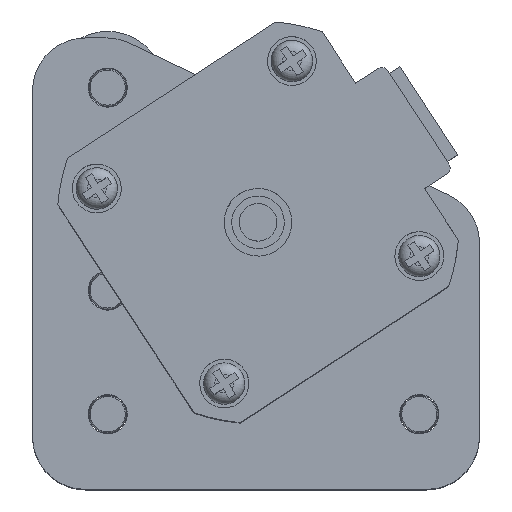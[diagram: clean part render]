
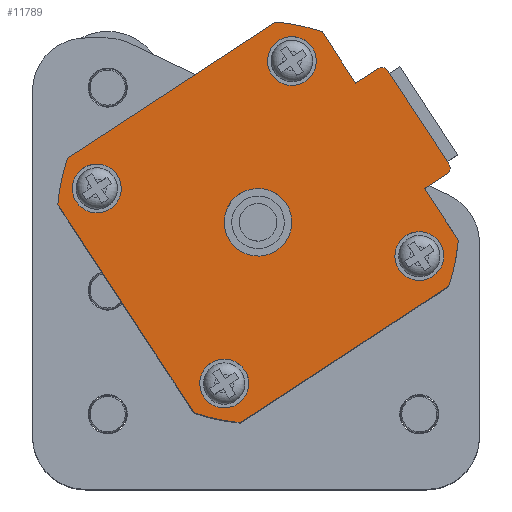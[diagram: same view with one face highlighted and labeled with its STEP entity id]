
A CAD part, top view. The second image highlights one B-rep face of the part: STEP entity #11789.
In plain terms, the highlighted face is planar.
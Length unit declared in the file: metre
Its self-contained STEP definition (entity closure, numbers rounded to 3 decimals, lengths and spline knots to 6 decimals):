
#608=LINE('',#19078,#1537);
#623=LINE('',#19114,#1552);
#634=LINE('',#19140,#1563);
#655=LINE('',#19232,#1584);
#658=LINE('',#19238,#1587);
#660=LINE('',#19244,#1589);
#851=LINE('',#19997,#1780);
#852=LINE('',#19998,#1781);
#1537=VECTOR('',#15201,1.);
#1552=VECTOR('',#15228,1.);
#1563=VECTOR('',#15247,1.);
#1584=VECTOR('',#15358,1.);
#1587=VECTOR('',#15363,1.);
#1589=VECTOR('',#15371,1.);
#1780=VECTOR('',#15896,1.);
#1781=VECTOR('',#15897,1.);
#4482=ORIENTED_EDGE('',*,*,#6839,.T.);
#4483=ORIENTED_EDGE('',*,*,#6537,.T.);
#4484=ORIENTED_EDGE('',*,*,#6433,.T.);
#4485=ORIENTED_EDGE('',*,*,#6485,.T.);
#4486=ORIENTED_EDGE('',*,*,#6589,.T.);
#4487=ORIENTED_EDGE('',*,*,#6430,.F.);
#4488=ORIENTED_EDGE('',*,*,#6422,.F.);
#4489=ORIENTED_EDGE('',*,*,#6426,.F.);
#4490=ORIENTED_EDGE('',*,*,#6425,.T.);
#4491=ORIENTED_EDGE('',*,*,#6716,.T.);
#4492=ORIENTED_EDGE('',*,*,#6408,.T.);
#4493=ORIENTED_EDGE('',*,*,#6364,.T.);
#4494=ORIENTED_EDGE('',*,*,#6411,.T.);
#4495=ORIENTED_EDGE('',*,*,#6377,.T.);
#4496=ORIENTED_EDGE('',*,*,#6403,.T.);
#4497=ORIENTED_EDGE('',*,*,#6346,.T.);
#4498=ORIENTED_EDGE('',*,*,#6406,.T.);
#4499=ORIENTED_EDGE('',*,*,#6715,.T.);
#4500=ORIENTED_EDGE('',*,*,#6428,.F.);
#6346=EDGE_CURVE('',#7851,#7850,#608,.T.);
#6364=EDGE_CURVE('',#7866,#7865,#623,.T.);
#6377=EDGE_CURVE('',#7877,#7876,#634,.T.);
#6403=EDGE_CURVE('',#7876,#7851,#8789,.T.);
#6406=EDGE_CURVE('',#7850,#7892,#8791,.T.);
#6408=EDGE_CURVE('',#7894,#7866,#8793,.T.);
#6411=EDGE_CURVE('',#7865,#7877,#8795,.T.);
#6422=EDGE_CURVE('',#7902,#7901,#655,.T.);
#6425=EDGE_CURVE('',#7903,#7904,#658,.T.);
#6426=EDGE_CURVE('',#7903,#7902,#8798,.T.);
#6428=EDGE_CURVE('',#7905,#7906,#660,.T.);
#6430=EDGE_CURVE('',#7901,#7905,#8799,.T.);
#6433=EDGE_CURVE('',#7909,#7909,#8802,.T.);
#6485=EDGE_CURVE('',#7945,#7945,#8810,.T.);
#6537=EDGE_CURVE('',#7981,#7981,#8818,.T.);
#6589=EDGE_CURVE('',#8017,#8017,#8826,.T.);
#6715=EDGE_CURVE('',#7892,#7906,#851,.T.);
#6716=EDGE_CURVE('',#7904,#7894,#852,.T.);
#6839=EDGE_CURVE('',#8181,#8181,#8847,.T.);
#7850=VERTEX_POINT('',#19077);
#7851=VERTEX_POINT('',#19079);
#7865=VERTEX_POINT('',#19113);
#7866=VERTEX_POINT('',#19115);
#7876=VERTEX_POINT('',#19139);
#7877=VERTEX_POINT('',#19141);
#7892=VERTEX_POINT('',#19197);
#7894=VERTEX_POINT('',#19203);
#7901=VERTEX_POINT('',#19229);
#7902=VERTEX_POINT('',#19231);
#7903=VERTEX_POINT('',#19235);
#7904=VERTEX_POINT('',#19237);
#7905=VERTEX_POINT('',#19243);
#7906=VERTEX_POINT('',#19245);
#7909=VERTEX_POINT('',#19256);
#7945=VERTEX_POINT('',#19401);
#7981=VERTEX_POINT('',#19546);
#8017=VERTEX_POINT('',#19691);
#8181=VERTEX_POINT('',#20254);
#8789=CIRCLE('',#13313,0.02675);
#8791=CIRCLE('',#13316,0.02675);
#8793=CIRCLE('',#13319,0.02675);
#8795=CIRCLE('',#13322,0.02675);
#8798=CIRCLE('',#13333,0.001);
#8799=CIRCLE('',#13336,0.001);
#8802=CIRCLE('',#13341,0.00325);
#8810=CIRCLE('',#13370,0.00325);
#8818=CIRCLE('',#13399,0.00325);
#8826=CIRCLE('',#13428,0.00325);
#8847=CIRCLE('',#13562,0.0045);
#9772=EDGE_LOOP('',(#4482));
#9773=EDGE_LOOP('',(#4483));
#9774=EDGE_LOOP('',(#4484));
#9775=EDGE_LOOP('',(#4485));
#9776=EDGE_LOOP('',(#4486));
#9777=EDGE_LOOP('',(#4487,#4488,#4489,#4490,#4491,#4492,#4493,#4494,#4495,
#4496,#4497,#4498,#4499,#4500));
#10659=FACE_BOUND('',#9772,.T.);
#10660=FACE_BOUND('',#9773,.T.);
#10661=FACE_BOUND('',#9774,.T.);
#10662=FACE_BOUND('',#9775,.T.);
#10663=FACE_BOUND('',#9776,.T.);
#10664=FACE_BOUND('',#9777,.T.);
#11334=PLANE('',#13561);
#11789=ADVANCED_FACE('',(#10659,#10660,#10661,#10662,#10663,#10664),#11334,
 .T.);
#13313=AXIS2_PLACEMENT_3D('',#19192,#15312,#15313);
#13316=AXIS2_PLACEMENT_3D('',#19198,#15319,#15320);
#13319=AXIS2_PLACEMENT_3D('',#19202,#15325,#15326);
#13322=AXIS2_PLACEMENT_3D('',#19207,#15332,#15333);
#13333=AXIS2_PLACEMENT_3D('',#19240,#15366,#15367);
#13336=AXIS2_PLACEMENT_3D('',#19248,#15375,#15376);
#13341=AXIS2_PLACEMENT_3D('',#19255,#15385,#15386);
#13370=AXIS2_PLACEMENT_3D('',#19400,#15475,#15476);
#13399=AXIS2_PLACEMENT_3D('',#19545,#15565,#15566);
#13428=AXIS2_PLACEMENT_3D('',#19690,#15655,#15656);
#13561=AXIS2_PLACEMENT_3D('',#20252,#16138,#16139);
#13562=AXIS2_PLACEMENT_3D('',#20253,#16140,#16141);
#15201=DIRECTION('',(0.,-1.,0.));
#15228=DIRECTION('',(0.,1.,0.));
#15247=DIRECTION('',(1.,0.,0.));
#15312=DIRECTION('',(0.,0.,-1.));
#15313=DIRECTION('',(1.,0.,0.));
#15319=DIRECTION('',(0.,0.,-1.));
#15320=DIRECTION('',(1.,0.,0.));
#15325=DIRECTION('',(0.,0.,-1.));
#15326=DIRECTION('',(1.,0.,0.));
#15332=DIRECTION('',(0.,0.,-1.));
#15333=DIRECTION('',(1.,0.,0.));
#15358=DIRECTION('',(1.,0.,0.));
#15363=DIRECTION('',(0.,1.,0.));
#15366=DIRECTION('',(0.,0.,1.));
#15367=DIRECTION('',(-0.707,-0.707,0.));
#15371=DIRECTION('',(0.,1.,0.));
#15375=DIRECTION('',(0.,0.,1.));
#15376=DIRECTION('',(0.707,-0.707,0.));
#15385=DIRECTION('',(0.,0.,1.));
#15386=DIRECTION('',(1.,0.,0.));
#15475=DIRECTION('',(0.,0.,1.));
#15476=DIRECTION('',(0.,1.,0.));
#15565=DIRECTION('',(0.,0.,1.));
#15566=DIRECTION('',(-1.,0.,0.));
#15655=DIRECTION('',(0.,0.,1.));
#15656=DIRECTION('',(0.,-1.,0.));
#15896=DIRECTION('',(-1.,0.,0.));
#15897=DIRECTION('',(-1.,0.,0.));
#16138=DIRECTION('',(0.,0.,-1.));
#16139=DIRECTION('',(-1.,0.,0.));
#16140=DIRECTION('',(0.,0.,1.));
#16141=DIRECTION('',(-1.,0.,0.));
#19077=CARTESIAN_POINT('',(0.021,-0.01657,-0.048));
#19078=CARTESIAN_POINT('',(0.021,0.008285,-0.048));
#19079=CARTESIAN_POINT('',(0.021,0.01657,-0.048));
#19113=CARTESIAN_POINT('',(-0.021,0.01657,-0.048));
#19114=CARTESIAN_POINT('',(-0.021,-0.008285,-0.048));
#19115=CARTESIAN_POINT('',(-0.021,-0.01657,-0.048));
#19139=CARTESIAN_POINT('',(0.01657,0.021,-0.048));
#19140=CARTESIAN_POINT('',(-0.008285,0.021,-0.048));
#19141=CARTESIAN_POINT('',(-0.01657,0.021,-0.048));
#19192=CARTESIAN_POINT('',(0.,0.,-0.048));
#19197=CARTESIAN_POINT('',(0.01657,-0.021,-0.048));
#19198=CARTESIAN_POINT('',(0.,0.,-0.048));
#19202=CARTESIAN_POINT('',(0.,0.,-0.048));
#19203=CARTESIAN_POINT('',(-0.01657,-0.021,-0.048));
#19207=CARTESIAN_POINT('',(0.,0.,-0.048));
#19229=CARTESIAN_POINT('',(0.007375,-0.0255,-0.048));
#19231=CARTESIAN_POINT('',(-0.007375,-0.0255,-0.048));
#19232=CARTESIAN_POINT('',(-0.008375,-0.0255,-0.048));
#19235=CARTESIAN_POINT('',(-0.008375,-0.0245,-0.048));
#19237=CARTESIAN_POINT('',(-0.008375,-0.021,-0.048));
#19238=CARTESIAN_POINT('',(-0.008375,-0.0255,-0.048));
#19240=CARTESIAN_POINT('',(-0.007375,-0.0245,-0.048));
#19243=CARTESIAN_POINT('',(0.008375,-0.0245,-0.048));
#19244=CARTESIAN_POINT('',(0.008375,-0.0255,-0.048));
#19245=CARTESIAN_POINT('',(0.008375,-0.021,-0.048));
#19248=CARTESIAN_POINT('',(0.007375,-0.0245,-0.048));
#19255=CARTESIAN_POINT('',(0.0155,0.0155,-0.048));
#19256=CARTESIAN_POINT('',(0.01875,0.0155,-0.048));
#19400=CARTESIAN_POINT('',(-0.0155,0.0155,-0.048));
#19401=CARTESIAN_POINT('',(-0.0155,0.01875,-0.048));
#19545=CARTESIAN_POINT('',(-0.0155,-0.0155,-0.048));
#19546=CARTESIAN_POINT('',(-0.01875,-0.0155,-0.048));
#19690=CARTESIAN_POINT('',(0.0155,-0.0155,-0.048));
#19691=CARTESIAN_POINT('',(0.0155,-0.01875,-0.048));
#19997=CARTESIAN_POINT('',(0.008285,-0.021,-0.048));
#19998=CARTESIAN_POINT('',(0.008285,-0.021,-0.048));
#20252=CARTESIAN_POINT('',(0.,0.,-0.048));
#20253=CARTESIAN_POINT('',(0.,0.,-0.048));
#20254=CARTESIAN_POINT('',(-0.0045,0.,-0.048));
